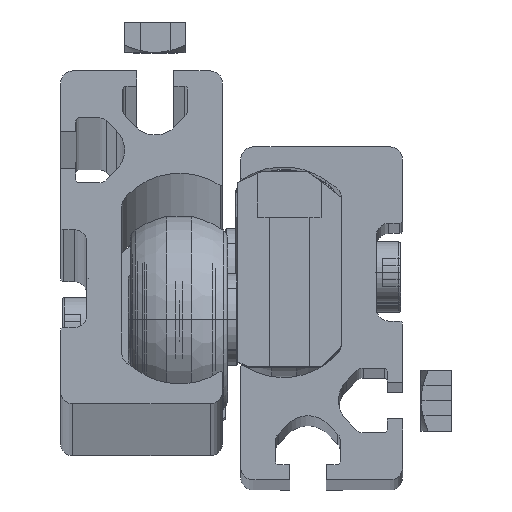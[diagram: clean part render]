
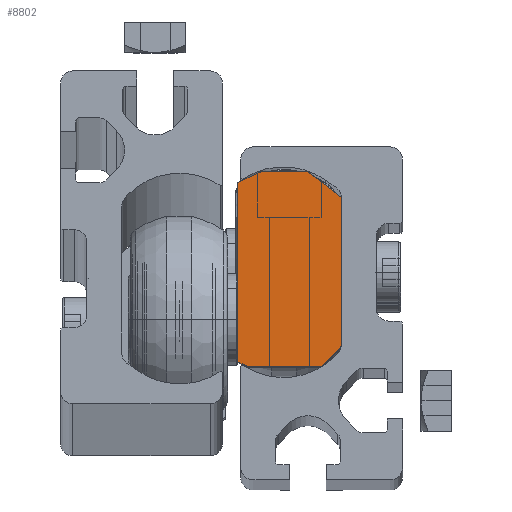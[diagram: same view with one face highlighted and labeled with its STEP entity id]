
A CAD part, top view. The second image highlights one B-rep face of the part: STEP entity #8802.
In plain terms, the highlighted face is planar.
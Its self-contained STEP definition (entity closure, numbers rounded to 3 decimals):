
#298 = VECTOR ( 'NONE', #15466, 1000. ) ;
#672 = ORIENTED_EDGE ( 'NONE', *, *, #1572, .F. ) ;
#1242 = VECTOR ( 'NONE', #19431, 1000. ) ;
#1572 = EDGE_CURVE ( 'NONE', #5210, #12908, #18340, .T. ) ;
#1888 = VECTOR ( 'NONE', #13744, 1000. ) ;
#2006 = VERTEX_POINT ( 'NONE', #16402 ) ;
#2572 = EDGE_CURVE ( 'NONE', #2006, #12560, #9642, .T. ) ;
#2613 = CARTESIAN_POINT ( 'NONE',  ( -19., 14.681, -8.5 ) ) ;
#3150 = CARTESIAN_POINT ( 'NONE',  ( -19., 16.5, -4.6 ) ) ;
#3371 = FACE_OUTER_BOUND ( 'NONE', #18387, .T. ) ;
#3418 = LINE ( 'NONE', #9849, #298 ) ;
#3422 = EDGE_CURVE ( 'NONE', #16768, #18641, #8217, .T. ) ;
#3509 = VERTEX_POINT ( 'NONE', #7055 ) ;
#4166 = CARTESIAN_POINT ( 'NONE',  ( -19., -12.2, 8.5 ) ) ;
#5210 = VERTEX_POINT ( 'NONE', #13765 ) ;
#5883 = VECTOR ( 'NONE', #10999, 1000. ) ;
#5983 = ORIENTED_EDGE ( 'NONE', *, *, #17395, .T. ) ;
#6206 = VERTEX_POINT ( 'NONE', #6898 ) ;
#6259 = LINE ( 'NONE', #8119, #19059 ) ;
#6674 = ORIENTED_EDGE ( 'NONE', *, *, #19588, .T. ) ;
#6796 = VECTOR ( 'NONE', #11426, 1000. ) ;
#6898 = CARTESIAN_POINT ( 'NONE',  ( -19., -14.661, -8.5 ) ) ;
#7055 = CARTESIAN_POINT ( 'NONE',  ( -19., 14.681, -8.5 ) ) ;
#7488 = DIRECTION ( 'NONE',  ( 0., -1., 0. ) ) ;
#7491 = ORIENTED_EDGE ( 'NONE', *, *, #17520, .F. ) ;
#7725 = DIRECTION ( 'NONE',  ( 0., -0.423, -0.906 ) ) ;
#7927 = LINE ( 'NONE', #3150, #12903 ) ;
#8119 = CARTESIAN_POINT ( 'NONE',  ( -19., -14.661, -8.5 ) ) ;
#8134 = CARTESIAN_POINT ( 'NONE',  ( -19., 1.5, 22.2 ) ) ;
#8217 = LINE ( 'NONE', #14546, #1242 ) ;
#8802 = ADVANCED_FACE ( 'NONE', ( #3371 ), #14761, .T. ) ;
#8951 = LINE ( 'NONE', #2613, #18010 ) ;
#9147 = ORIENTED_EDGE ( 'NONE', *, *, #20238, .T. ) ;
#9642 = LINE ( 'NONE', #15967, #5883 ) ;
#9849 = CARTESIAN_POINT ( 'NONE',  ( -19., 12.203, 8.5 ) ) ;
#10471 = ORIENTED_EDGE ( 'NONE', *, *, #10528, .T. ) ;
#10528 = EDGE_CURVE ( 'NONE', #6206, #18641, #6259, .T. ) ;
#10999 = DIRECTION ( 'NONE',  ( 0., 1., 0. ) ) ;
#11034 = DIRECTION ( 'NONE',  ( 0., -0.423, 0.906 ) ) ;
#11426 = DIRECTION ( 'NONE',  ( 0., -0.707, -0.707 ) ) ;
#12560 = VERTEX_POINT ( 'NONE', #13644 ) ;
#12903 = VECTOR ( 'NONE', #7725, 1000. ) ;
#12908 = VERTEX_POINT ( 'NONE', #15484 ) ;
#13554 = CARTESIAN_POINT ( 'NONE',  ( -19., -15.5, -6.7 ) ) ;
#13618 = AXIS2_PLACEMENT_3D ( 'NONE', #8134, #19252, #14567 ) ;
#13644 = CARTESIAN_POINT ( 'NONE',  ( -19., 12.203, 8.5 ) ) ;
#13744 = DIRECTION ( 'NONE',  ( 0., 0., 1. ) ) ;
#13765 = CARTESIAN_POINT ( 'NONE',  ( -19., 16.5, -4.6 ) ) ;
#14546 = CARTESIAN_POINT ( 'NONE',  ( -19., -15.5, 5.2 ) ) ;
#14567 = DIRECTION ( 'NONE',  ( 0., 0., 1. ) ) ;
#14761 = PLANE ( 'NONE',  #13618 ) ;
#15466 = DIRECTION ( 'NONE',  ( 0., 0.616, -0.788 ) ) ;
#15484 = CARTESIAN_POINT ( 'NONE',  ( -19., 16.5, 3. ) ) ;
#15756 = ORIENTED_EDGE ( 'NONE', *, *, #3422, .F. ) ;
#15967 = CARTESIAN_POINT ( 'NONE',  ( -19., -12.2, 8.5 ) ) ;
#16402 = CARTESIAN_POINT ( 'NONE',  ( -19., -12.2, 8.5 ) ) ;
#16768 = VERTEX_POINT ( 'NONE', #19583 ) ;
#16979 = CARTESIAN_POINT ( 'NONE',  ( -19., 16.5, -4.6 ) ) ;
#17395 = EDGE_CURVE ( 'NONE', #3509, #6206, #8951, .T. ) ;
#17520 = EDGE_CURVE ( 'NONE', #2006, #16768, #20490, .T. ) ;
#18010 = VECTOR ( 'NONE', #7488, 1000. ) ;
#18340 = LINE ( 'NONE', #16979, #1888 ) ;
#18387 = EDGE_LOOP ( 'NONE', ( #6674, #672, #9147, #5983, #10471, #15756, #7491, #18546 ) ) ;
#18546 = ORIENTED_EDGE ( 'NONE', *, *, #2572, .T. ) ;
#18641 = VERTEX_POINT ( 'NONE', #13554 ) ;
#19059 = VECTOR ( 'NONE', #11034, 1000. ) ;
#19252 = DIRECTION ( 'NONE',  ( -1., 0., 0. ) ) ;
#19431 = DIRECTION ( 'NONE',  ( 0., 0., -1. ) ) ;
#19583 = CARTESIAN_POINT ( 'NONE',  ( -19., -15.5, 5.2 ) ) ;
#19588 = EDGE_CURVE ( 'NONE', #12560, #12908, #3418, .T. ) ;
#20238 = EDGE_CURVE ( 'NONE', #5210, #3509, #7927, .T. ) ;
#20490 = LINE ( 'NONE', #4166, #6796 ) ;
